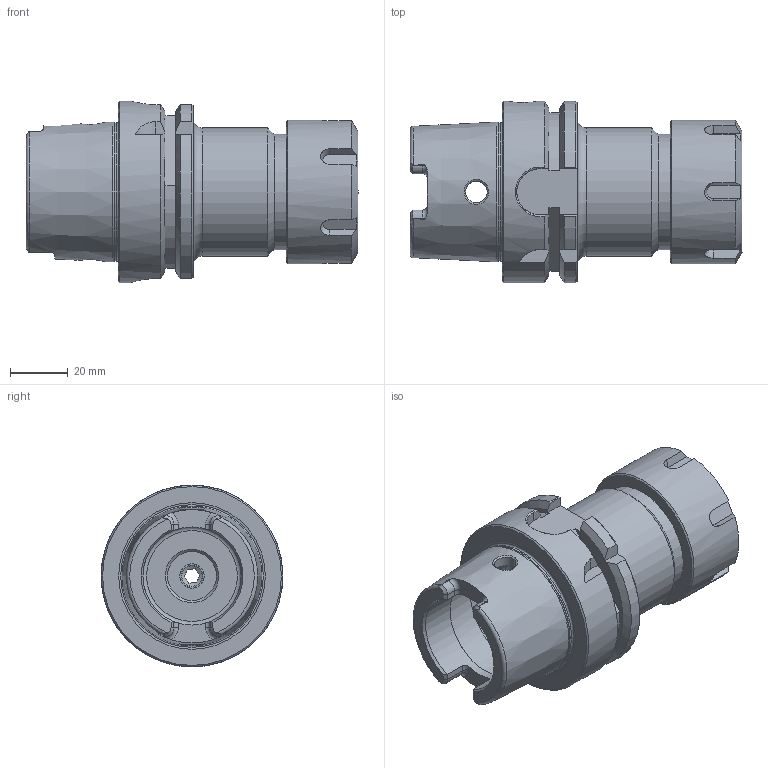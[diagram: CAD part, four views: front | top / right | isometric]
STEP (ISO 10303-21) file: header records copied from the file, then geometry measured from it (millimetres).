
FILE_DESCRIPTION((''),'2;1');
FILE_NAME('H63-32ER327.stp','2014-08-25T16:39:04',('kaykin'),(''),'Autodesk Inventor 2012','Autodesk Inventor 2012','');
FILE_SCHEMA(('AUTOMOTIVE_DESIGN { 1 0 10303 214 1 1 1 1 }'));
Length unit declared in the file: inch
Products named in the file (5): H63-32ER327; H63-32ER3-1; BS-18; 32ERPN
Assembly tree (4 placements, depth 3):
  H63-32ER327
    H63-32ER3-1
      H63-32ER3-1
      BS-18
    32ERPN
Bounding box: 115.06 x 63 x 63 mm (x, y, z)
Volume: 145889.5 mm3; surface area: 42037 mm2
Topology: 3 solids, 3 shells, 205 faces, 510 edges, 318 vertices
Faces by surface type: plane 84, cylinder 46, cone 46, torus 18, bspline 11
Full cylindrical faces by diameter (mm): 7.112 x1, 7.5 x2, 8.4 x1, 10 x1, 16.916 x1, 17.78 x2, 18.923 x1, 19.016 x1, 20.447 x1, 23.495 x1, 27 x1, 30.48 x1, 33.147 x1, 34 x2, 38.684 x1, 40 x2, 40.513 x1, 44.45 x1, 48.041 x1, 49.733 x1, 63 x1
Entity records: 6752 total; most frequent: CARTESIAN_POINT 2136, ORIENTED_EDGE 870, DIRECTION 853, EDGE_CURVE 435, AXIS2_PLACEMENT_3D 353, VERTEX_POINT 306, EDGE_LOOP 285, FACE_OUTER_BOUND 205
